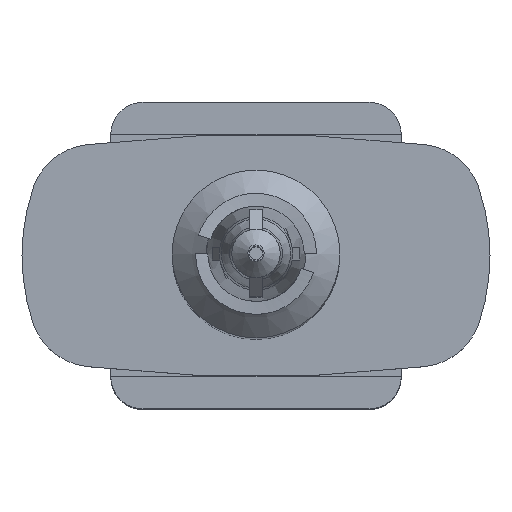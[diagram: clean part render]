
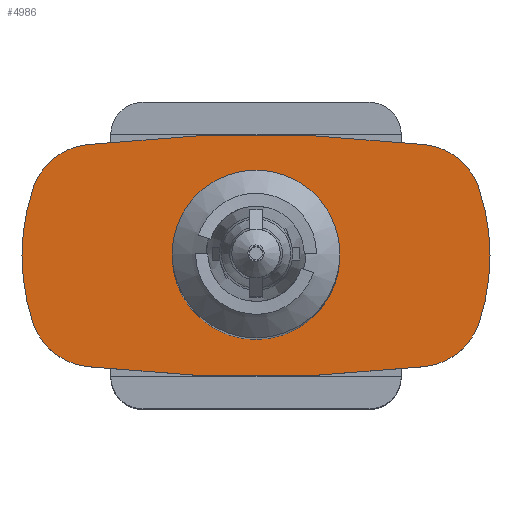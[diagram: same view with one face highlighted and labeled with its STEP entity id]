
A CAD part, top view. The second image highlights one B-rep face of the part: STEP entity #4986.
In plain terms, the highlighted face is planar.
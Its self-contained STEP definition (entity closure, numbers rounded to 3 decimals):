
#196=FACE_BOUND('',#880,.T.);
#326=PLANE('',#5502);
#571=FACE_OUTER_BOUND('',#879,.T.);
#879=EDGE_LOOP('',(#4345,#4346,#4347,#4348,#4349,#4350,#4351,#4352,#4353,
#4354));
#880=EDGE_LOOP('',(#4355));
#1978=CIRCLE('',#5493,5.2);
#1980=CIRCLE('',#5497,4.);
#1982=CIRCLE('',#5500,88.553);
#1984=CIRCLE('',#5503,13.079);
#1985=CIRCLE('',#5504,13.079);
#1986=CIRCLE('',#5505,4.);
#1987=CIRCLE('',#5506,88.553);
#1988=CIRCLE('',#5507,4.);
#1989=CIRCLE('',#5508,13.079);
#1990=CIRCLE('',#5509,13.079);
#1991=CIRCLE('',#5510,4.);
#2393=VERTEX_POINT('',#8490);
#2395=VERTEX_POINT('',#8498);
#2396=VERTEX_POINT('',#8499);
#2399=VERTEX_POINT('',#8507);
#2401=VERTEX_POINT('',#8513);
#2402=VERTEX_POINT('',#8515);
#2403=VERTEX_POINT('',#8517);
#2404=VERTEX_POINT('',#8519);
#2405=VERTEX_POINT('',#8521);
#2406=VERTEX_POINT('',#8523);
#2407=VERTEX_POINT('',#8525);
#3057=EDGE_CURVE('',#2393,#2393,#1978,.T.);
#3060=EDGE_CURVE('',#2395,#2396,#1980,.T.);
#3064=EDGE_CURVE('',#2399,#2396,#1982,.T.);
#3067=EDGE_CURVE('',#2395,#2401,#1984,.T.);
#3068=EDGE_CURVE('',#2401,#2402,#1985,.T.);
#3069=EDGE_CURVE('',#2403,#2402,#1986,.T.);
#3070=EDGE_CURVE('',#2403,#2404,#1987,.T.);
#3071=EDGE_CURVE('',#2405,#2404,#1988,.T.);
#3072=EDGE_CURVE('',#2405,#2406,#1989,.T.);
#3073=EDGE_CURVE('',#2406,#2407,#1990,.T.);
#3074=EDGE_CURVE('',#2399,#2407,#1991,.T.);
#4345=ORIENTED_EDGE('',*,*,#3060,.F.);
#4346=ORIENTED_EDGE('',*,*,#3067,.T.);
#4347=ORIENTED_EDGE('',*,*,#3068,.T.);
#4348=ORIENTED_EDGE('',*,*,#3069,.F.);
#4349=ORIENTED_EDGE('',*,*,#3070,.T.);
#4350=ORIENTED_EDGE('',*,*,#3071,.F.);
#4351=ORIENTED_EDGE('',*,*,#3072,.T.);
#4352=ORIENTED_EDGE('',*,*,#3073,.T.);
#4353=ORIENTED_EDGE('',*,*,#3074,.F.);
#4354=ORIENTED_EDGE('',*,*,#3064,.T.);
#4355=ORIENTED_EDGE('',*,*,#3057,.T.);
#4986=ADVANCED_FACE('',(#571,#196),#326,.F.);
#5493=AXIS2_PLACEMENT_3D('',#8492,#6734,#6735);
#5497=AXIS2_PLACEMENT_3D('',#8500,#6743,#6744);
#5500=AXIS2_PLACEMENT_3D('',#8508,#6751,#6752);
#5502=AXIS2_PLACEMENT_3D('',#8512,#6756,#6757);
#5503=AXIS2_PLACEMENT_3D('',#8514,#6758,#6759);
#5504=AXIS2_PLACEMENT_3D('',#8516,#6760,#6761);
#5505=AXIS2_PLACEMENT_3D('',#8518,#6762,#6763);
#5506=AXIS2_PLACEMENT_3D('',#8520,#6764,#6765);
#5507=AXIS2_PLACEMENT_3D('',#8522,#6766,#6767);
#5508=AXIS2_PLACEMENT_3D('',#8524,#6768,#6769);
#5509=AXIS2_PLACEMENT_3D('',#8526,#6770,#6771);
#5510=AXIS2_PLACEMENT_3D('',#8527,#6772,#6773);
#6734=DIRECTION('center_axis',(0.,0.,1.));
#6735=DIRECTION('ref_axis',(1.,0.,0.));
#6743=DIRECTION('center_axis',(0.,0.,1.));
#6744=DIRECTION('ref_axis',(0.63,0.776,0.));
#6751=DIRECTION('center_axis',(0.,0.,-1.));
#6752=DIRECTION('ref_axis',(0.,1.,0.));
#6756=DIRECTION('center_axis',(0.,0.,1.));
#6757=DIRECTION('ref_axis',(1.,0.,0.));
#6758=DIRECTION('center_axis',(0.,0.,-1.));
#6759=DIRECTION('ref_axis',(1.,0.,0.));
#6760=DIRECTION('center_axis',(0.,0.,-1.));
#6761=DIRECTION('ref_axis',(0.819,-0.573,0.));
#6762=DIRECTION('center_axis',(0.,0.,1.));
#6763=DIRECTION('ref_axis',(0.63,-0.776,0.));
#6764=DIRECTION('center_axis',(0.,0.,-1.));
#6765=DIRECTION('ref_axis',(0.,-1.,0.));
#6766=DIRECTION('center_axis',(0.,0.,1.));
#6767=DIRECTION('ref_axis',(-0.63,-0.776,0.));
#6768=DIRECTION('center_axis',(0.,0.,-1.));
#6769=DIRECTION('ref_axis',(-1.,0.,0.));
#6770=DIRECTION('center_axis',(0.,0.,-1.));
#6771=DIRECTION('ref_axis',(-0.819,0.573,0.));
#6772=DIRECTION('center_axis',(0.,0.,1.));
#6773=DIRECTION('ref_axis',(-0.63,0.776,0.));
#8490=CARTESIAN_POINT('',(-5.2,0.,-1.5));
#8492=CARTESIAN_POINT('Origin',(0.,0.,-1.5));
#8498=CARTESIAN_POINT('',(13.813,4.183,-1.5));
#8499=CARTESIAN_POINT('',(10.497,6.876,-1.5));
#8500=CARTESIAN_POINT('Origin',(10.023,2.904,-1.5));
#8507=CARTESIAN_POINT('',(-10.497,6.876,-1.5));
#8508=CARTESIAN_POINT('Origin',(0.,-81.053,
-1.5));
#8512=CARTESIAN_POINT('Origin',(0.,0.,-1.5));
#8513=CARTESIAN_POINT('',(14.5,0.,-1.5));
#8514=CARTESIAN_POINT('Origin',(1.421,0.,-1.5));
#8515=CARTESIAN_POINT('',(13.813,-4.183,-1.5));
#8516=CARTESIAN_POINT('Origin',(1.421,0.,-1.5));
#8517=CARTESIAN_POINT('',(10.497,-6.876,-1.5));
#8518=CARTESIAN_POINT('Origin',(10.023,-2.904,-1.5));
#8519=CARTESIAN_POINT('',(-10.497,-6.876,-1.5));
#8520=CARTESIAN_POINT('Origin',(0.,81.053,
-1.5));
#8521=CARTESIAN_POINT('',(-13.813,-4.183,-1.5));
#8522=CARTESIAN_POINT('Origin',(-10.023,-2.904,-1.5));
#8523=CARTESIAN_POINT('',(-14.5,0.,-1.5));
#8524=CARTESIAN_POINT('Origin',(-1.421,0.,
-1.5));
#8525=CARTESIAN_POINT('',(-13.813,4.183,-1.5));
#8526=CARTESIAN_POINT('Origin',(-1.421,0.,-1.5));
#8527=CARTESIAN_POINT('Origin',(-10.023,2.904,-1.5));
